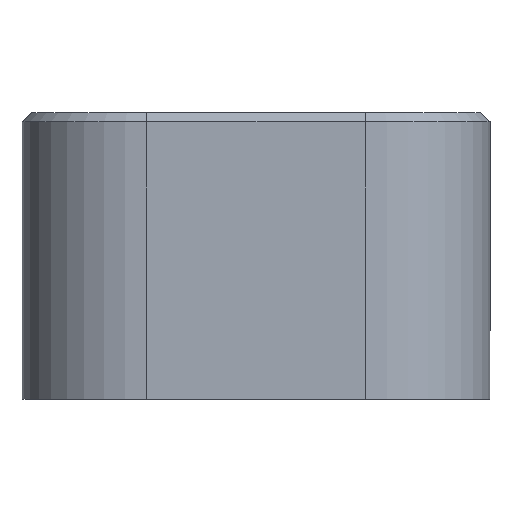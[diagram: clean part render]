
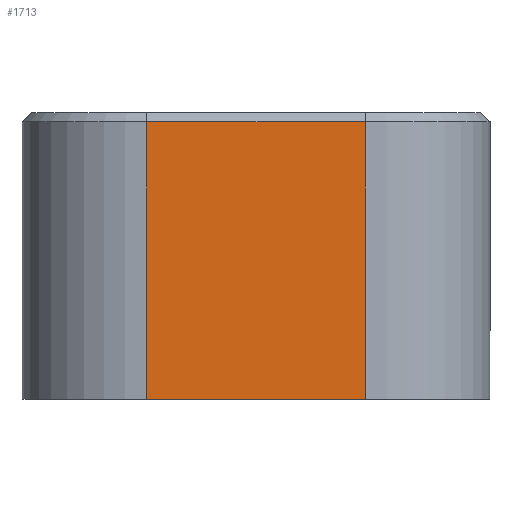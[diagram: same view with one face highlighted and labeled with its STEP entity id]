
A CAD part, left-side view. The second image highlights one B-rep face of the part: STEP entity #1713.
In plain terms, the highlighted planar face has unit normal (-1, 0, 0).
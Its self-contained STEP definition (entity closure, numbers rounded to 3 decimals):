
#72=PLANE('',#1847);
#139=FACE_OUTER_BOUND('',#243,.T.);
#243=EDGE_LOOP('',(#1256,#1257,#1258,#1259));
#409=LINE('',#2583,#600);
#412=LINE('',#2592,#603);
#420=LINE('',#2609,#611);
#423=LINE('',#2622,#614);
#600=VECTOR('',#2047,10.);
#603=VECTOR('',#2058,10.);
#611=VECTOR('',#2072,10.);
#614=VECTOR('',#2085,10.);
#798=VERTEX_POINT('',#2577);
#799=VERTEX_POINT('',#2581);
#801=VERTEX_POINT('',#2591);
#807=VERTEX_POINT('',#2608);
#964=EDGE_CURVE('',#799,#798,#409,.T.);
#968=EDGE_CURVE('',#798,#801,#412,.T.);
#977=EDGE_CURVE('',#801,#807,#420,.T.);
#984=EDGE_CURVE('',#807,#799,#423,.T.);
#1256=ORIENTED_EDGE('',*,*,#964,.F.);
#1257=ORIENTED_EDGE('',*,*,#984,.F.);
#1258=ORIENTED_EDGE('',*,*,#977,.F.);
#1259=ORIENTED_EDGE('',*,*,#968,.F.);
#1713=ADVANCED_FACE('',(#139),#72,.F.);
#1847=AXIS2_PLACEMENT_3D('',#2621,#2083,#2084);
#2047=DIRECTION('',(0.,-1.,0.));
#2058=DIRECTION('',(0.,0.,-1.));
#2072=DIRECTION('',(0.,1.,0.));
#2083=DIRECTION('center_axis',(1.,0.,0.));
#2084=DIRECTION('ref_axis',(0.,-1.,0.));
#2085=DIRECTION('',(0.,0.,1.));
#2577=CARTESIAN_POINT('',(-25.1,-155.461,16.7));
#2581=CARTESIAN_POINT('',(-25.1,-145.861,16.7));
#2583=CARTESIAN_POINT('',(-25.1,-146.161,16.7));
#2591=CARTESIAN_POINT('',(-25.1,-155.461,4.5));
#2592=CARTESIAN_POINT('',(-25.1,-155.461,12.3));
#2608=CARTESIAN_POINT('',(-25.1,-145.861,4.5));
#2609=CARTESIAN_POINT('',(-25.1,-146.161,4.5));
#2621=CARTESIAN_POINT('Origin',(-25.1,-140.361,17.1));
#2622=CARTESIAN_POINT('',(-25.1,-145.861,12.3));
